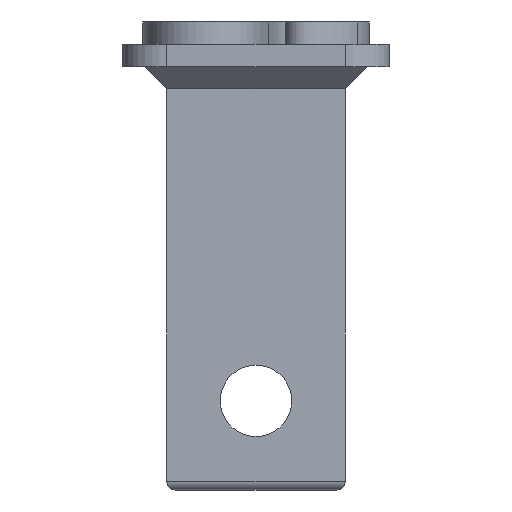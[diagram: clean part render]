
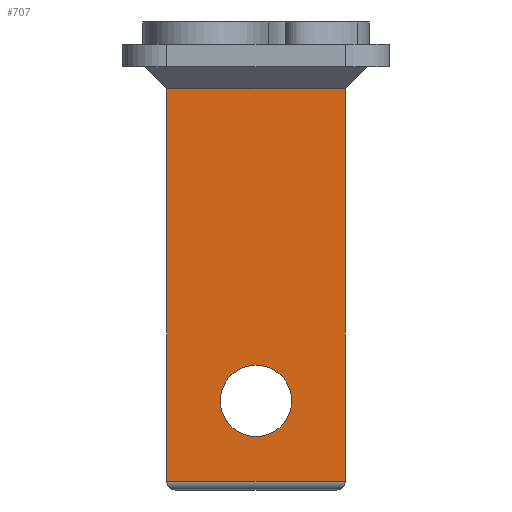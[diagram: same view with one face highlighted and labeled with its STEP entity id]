
A CAD part, front view. The second image highlights one B-rep face of the part: STEP entity #707.
In plain terms, the highlighted planar face has unit normal (0, -1, 0).
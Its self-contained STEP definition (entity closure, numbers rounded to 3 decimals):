
#558=CARTESIAN_POINT('',(-5.,-12.5,-3.6));
#559=VERTEX_POINT('',#558);
#560=CARTESIAN_POINT('',(-5.,-12.5,14.));
#561=VERTEX_POINT('',#560);
#562=CARTESIAN_POINT('',(-5.,-12.5,-3.6));
#563=DIRECTION('',(0.,0.,1.));
#564=VECTOR('',#563,17.6);
#565=LINE('',#562,#564);
#566=EDGE_CURVE('',#559,#561,#565,.T.);
#650=CARTESIAN_POINT('',(-13.,-12.5,-3.6));
#651=VERTEX_POINT('',#650);
#658=CARTESIAN_POINT('',(-13.,-12.5,14.));
#659=VERTEX_POINT('',#658);
#660=CARTESIAN_POINT('',(-13.,-12.5,-3.6));
#661=DIRECTION('',(0.,0.,1.));
#662=VECTOR('',#661,17.6);
#663=LINE('',#660,#662);
#664=EDGE_CURVE('',#651,#659,#663,.T.);
#675=CARTESIAN_POINT('',(-9.,-12.5,-4.));
#676=DIRECTION('',(-0.,1.,0.));
#677=DIRECTION('',(-1.,-0.,0.));
#678=AXIS2_PLACEMENT_3D('',#675,#676,#677);
#679=PLANE('',#678);
#680=CARTESIAN_POINT('',(-10.6,-12.5,0.));
#681=VERTEX_POINT('',#680);
#682=CARTESIAN_POINT('',(-9.,-12.5,0.));
#683=DIRECTION('',(-0.,1.,0.));
#684=DIRECTION('',(-1.,-0.,0.));
#685=AXIS2_PLACEMENT_3D('',#682,#683,#684);
#686=CIRCLE('',#685,1.6);
#687=EDGE_CURVE('',#681,#681,#686,.T.);
#688=ORIENTED_EDGE('',*,*,#687,.T.);
#689=EDGE_LOOP('',(#688));
#690=FACE_BOUND('',#689,.T.);
#691=ORIENTED_EDGE('',*,*,#664,.F.);
#692=CARTESIAN_POINT('',(-13.,-12.5,-3.6));
#693=DIRECTION('',(1.,0.,-0.));
#694=VECTOR('',#693,8.);
#695=LINE('',#692,#694);
#696=EDGE_CURVE('',#651,#559,#695,.T.);
#697=ORIENTED_EDGE('',*,*,#696,.T.);
#698=ORIENTED_EDGE('',*,*,#566,.T.);
#699=CARTESIAN_POINT('',(-5.,-12.5,14.));
#700=DIRECTION('',(-1.,-0.,0.));
#701=VECTOR('',#700,8.);
#702=LINE('',#699,#701);
#703=EDGE_CURVE('',#561,#659,#702,.T.);
#704=ORIENTED_EDGE('',*,*,#703,.T.);
#705=EDGE_LOOP('',(#691,#697,#698,#704));
#706=FACE_BOUND('',#705,.T.);
#707=ADVANCED_FACE('',(#690,#706),#679,.F.);
